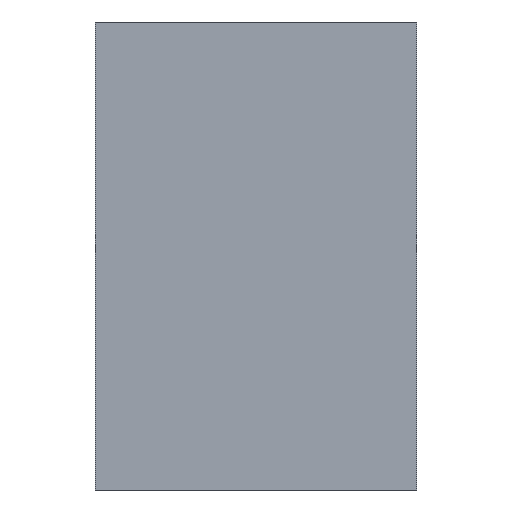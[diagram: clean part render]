
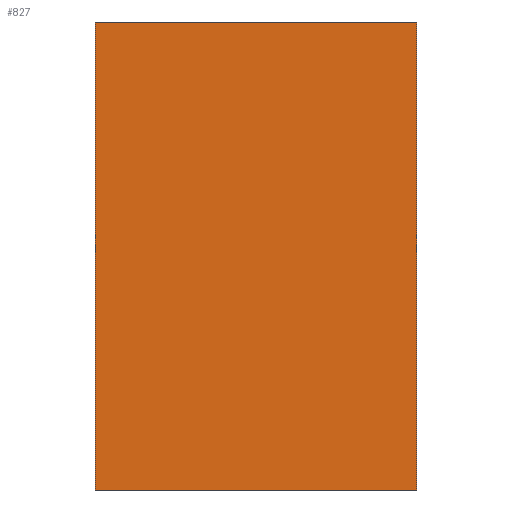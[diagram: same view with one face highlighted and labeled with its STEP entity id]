
A CAD part, left-side view. The second image highlights one B-rep face of the part: STEP entity #827.
In plain terms, the highlighted planar face has unit normal (-1, 0, 0).
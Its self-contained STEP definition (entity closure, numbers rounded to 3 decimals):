
#14 = DIRECTION ( 'NONE',  ( 0., 0., -1. ) ) ;
#54 = PLANE ( 'NONE',  #917 ) ;
#96 = ORIENTED_EDGE ( 'NONE', *, *, #1149, .F. ) ;
#104 = VERTEX_POINT ( 'NONE', #1352 ) ;
#144 = LINE ( 'NONE', #1189, #663 ) ;
#173 = EDGE_CURVE ( 'NONE', #569, #104, #144, .T. ) ;
#258 = ORIENTED_EDGE ( 'NONE', *, *, #573, .T. ) ;
#299 = EDGE_LOOP ( 'NONE', ( #258, #1202, #96, #1239 ) ) ;
#394 = CARTESIAN_POINT ( 'NONE',  ( -0.8, 0., 0.4 ) ) ;
#402 = EDGE_CURVE ( 'NONE', #1088, #1312, #618, .T. ) ;
#488 = CARTESIAN_POINT ( 'NONE',  ( -0.8, 0., -0.4 ) ) ;
#492 = VECTOR ( 'NONE', #797, 1000. ) ;
#536 = DIRECTION ( 'NONE',  ( 0., 0., -1. ) ) ;
#569 = VERTEX_POINT ( 'NONE', #394 ) ;
#573 = EDGE_CURVE ( 'NONE', #1312, #104, #1356, .T. ) ;
#614 = CARTESIAN_POINT ( 'NONE',  ( -0.8, 0., 0.4 ) ) ;
#618 = LINE ( 'NONE', #973, #1102 ) ;
#629 = DIRECTION ( 'NONE',  ( 0., -1., 0. ) ) ;
#663 = VECTOR ( 'NONE', #832, 1000. ) ;
#797 = DIRECTION ( 'NONE',  ( 0., -1., 0. ) ) ;
#827 = ADVANCED_FACE ( 'NONE', ( #1357 ), #54, .F. ) ;
#832 = DIRECTION ( 'NONE',  ( 0., 0., -1. ) ) ;
#909 = VECTOR ( 'NONE', #629, 1000. ) ;
#911 = DIRECTION ( 'NONE',  ( 1., 0., 0. ) ) ;
#917 = AXIS2_PLACEMENT_3D ( 'NONE', #614, #911, #14 ) ;
#966 = LINE ( 'NONE', #1002, #492 ) ;
#973 = CARTESIAN_POINT ( 'NONE',  ( -0.8, 0.55, 0.4 ) ) ;
#1002 = CARTESIAN_POINT ( 'NONE',  ( -0.8, 0., 0.4 ) ) ;
#1088 = VERTEX_POINT ( 'NONE', #1114 ) ;
#1102 = VECTOR ( 'NONE', #536, 1000. ) ;
#1114 = CARTESIAN_POINT ( 'NONE',  ( -0.8, 0.55, 0.4 ) ) ;
#1149 = EDGE_CURVE ( 'NONE', #1088, #569, #966, .T. ) ;
#1189 = CARTESIAN_POINT ( 'NONE',  ( -0.8, 0., 0.4 ) ) ;
#1202 = ORIENTED_EDGE ( 'NONE', *, *, #173, .F. ) ;
#1239 = ORIENTED_EDGE ( 'NONE', *, *, #402, .T. ) ;
#1280 = CARTESIAN_POINT ( 'NONE',  ( -0.8, 0.55, -0.4 ) ) ;
#1312 = VERTEX_POINT ( 'NONE', #1280 ) ;
#1352 = CARTESIAN_POINT ( 'NONE',  ( -0.8, 0., -0.4 ) ) ;
#1356 = LINE ( 'NONE', #488, #909 ) ;
#1357 = FACE_OUTER_BOUND ( 'NONE', #299, .T. ) ;
